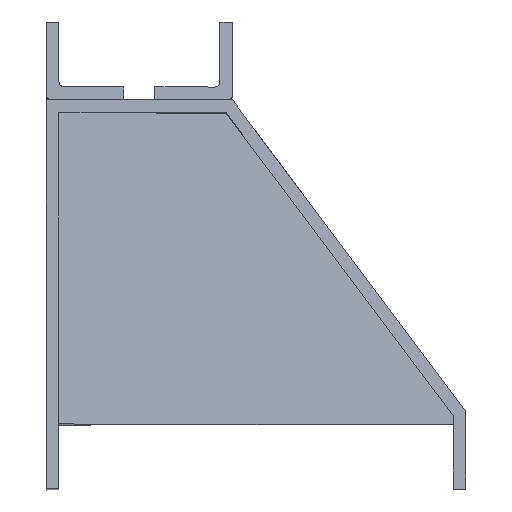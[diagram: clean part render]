
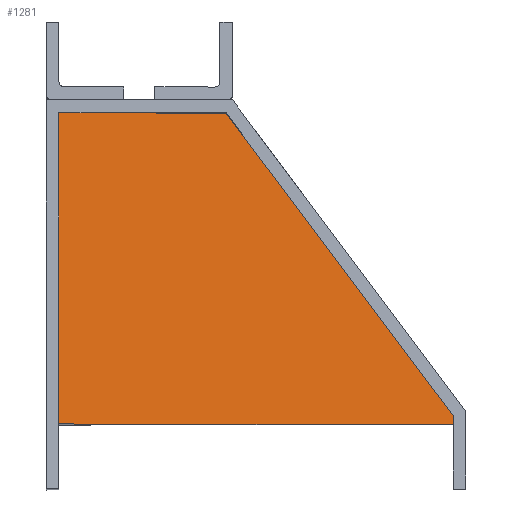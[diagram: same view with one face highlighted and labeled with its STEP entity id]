
A CAD part, top view. The second image highlights one B-rep face of the part: STEP entity #1281.
In plain terms, the highlighted planar face has unit normal (0.555, 0, 0.832).
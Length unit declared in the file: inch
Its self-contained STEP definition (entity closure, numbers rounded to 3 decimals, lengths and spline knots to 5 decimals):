
#12 = AXIS2_PLACEMENT_3D ( 'NONE', #1923, #302, #720 ) ;
#68 = DIRECTION ( 'NONE',  ( -0.832, 0., 0.555 ) ) ;
#85 = EDGE_CURVE ( 'NONE', #1806, #1491, #1587, .T. ) ;
#99 = LINE ( 'NONE', #306, #2282 ) ;
#155 = DIRECTION ( 'NONE',  ( 0., -1., 0. ) ) ;
#186 = CARTESIAN_POINT ( 'NONE',  ( 0.25, -0.25, 5.8338 ) ) ;
#239 = EDGE_CURVE ( 'NONE', #1806, #955, #2542, .T. ) ;
#269 = CARTESIAN_POINT ( 'NONE',  ( 0.25, 5.75, 5.8338 ) ) ;
#302 = DIRECTION ( 'NONE',  ( 0.555, 0., 0.832 ) ) ;
#306 = CARTESIAN_POINT ( 'NONE',  ( 7.85, 6., 0.76713 ) ) ;
#676 = VECTOR ( 'NONE', #68, 39.37008 ) ;
#681 = ORIENTED_EDGE ( 'NONE', *, *, #85, .F. ) ;
#694 = CARTESIAN_POINT ( 'NONE',  ( 2.76944, -0.25, 4.15417 ) ) ;
#720 = DIRECTION ( 'NONE',  ( 0.832, 0., -0.555 ) ) ;
#723 = ORIENTED_EDGE ( 'NONE', *, *, #239, .T. ) ;
#794 = VECTOR ( 'NONE', #155, 39.37008 ) ;
#926 = ORIENTED_EDGE ( 'NONE', *, *, #1016, .T. ) ;
#939 = VERTEX_POINT ( 'NONE', #1458 ) ;
#955 = VERTEX_POINT ( 'NONE', #269 ) ;
#999 = CARTESIAN_POINT ( 'NONE',  ( 0.25, 6., 5.8338 ) ) ;
#1000 = EDGE_CURVE ( 'NONE', #939, #2688, #1930, .T. ) ;
#1016 = EDGE_CURVE ( 'NONE', #939, #1491, #99, .T. ) ;
#1281 = ADVANCED_FACE ( 'NONE', ( #1856 ), #2687, .T. ) ;
#1458 = CARTESIAN_POINT ( 'NONE',  ( 7.85, -0.25, 0.76713 ) ) ;
#1491 = VERTEX_POINT ( 'NONE', #1718 ) ;
#1523 = ORIENTED_EDGE ( 'NONE', *, *, #1000, .F. ) ;
#1549 = CARTESIAN_POINT ( 'NONE',  ( 3.475, 5.75, 3.6838 ) ) ;
#1587 = LINE ( 'NONE', #2404, #1674 ) ;
#1674 = VECTOR ( 'NONE', #2643, 39.37008 ) ;
#1718 = CARTESIAN_POINT ( 'NONE',  ( 7.85, -0.08333, 0.76713 ) ) ;
#1774 = VECTOR ( 'NONE', #2529, 39.37008 ) ;
#1806 = VERTEX_POINT ( 'NONE', #1549 ) ;
#1856 = FACE_OUTER_BOUND ( 'NONE', #2230, .T. ) ;
#1900 = EDGE_CURVE ( 'NONE', #955, #2688, #2031, .T. ) ;
#1923 = CARTESIAN_POINT ( 'NONE',  ( 8.23868, 6., 0.50801 ) ) ;
#1930 = LINE ( 'NONE', #694, #676 ) ;
#2019 = ORIENTED_EDGE ( 'NONE', *, *, #1900, .T. ) ;
#2031 = LINE ( 'NONE', #999, #794 ) ;
#2230 = EDGE_LOOP ( 'NONE', ( #1523, #926, #681, #723, #2019 ) ) ;
#2282 = VECTOR ( 'NONE', #2416, 39.37008 ) ;
#2404 = CARTESIAN_POINT ( 'NONE',  ( 5.50699, 3.04068, 2.32913 ) ) ;
#2416 = DIRECTION ( 'NONE',  ( 0., 1., 0. ) ) ;
#2529 = DIRECTION ( 'NONE',  ( -0.832, 0., 0.555 ) ) ;
#2542 = LINE ( 'NONE', #2554, #1774 ) ;
#2554 = CARTESIAN_POINT ( 'NONE',  ( 2.76944, 5.75, 4.15417 ) ) ;
#2643 = DIRECTION ( 'NONE',  ( 0.557, -0.743, -0.371 ) ) ;
#2687 = PLANE ( 'NONE',  #12 ) ;
#2688 = VERTEX_POINT ( 'NONE', #186 ) ;
